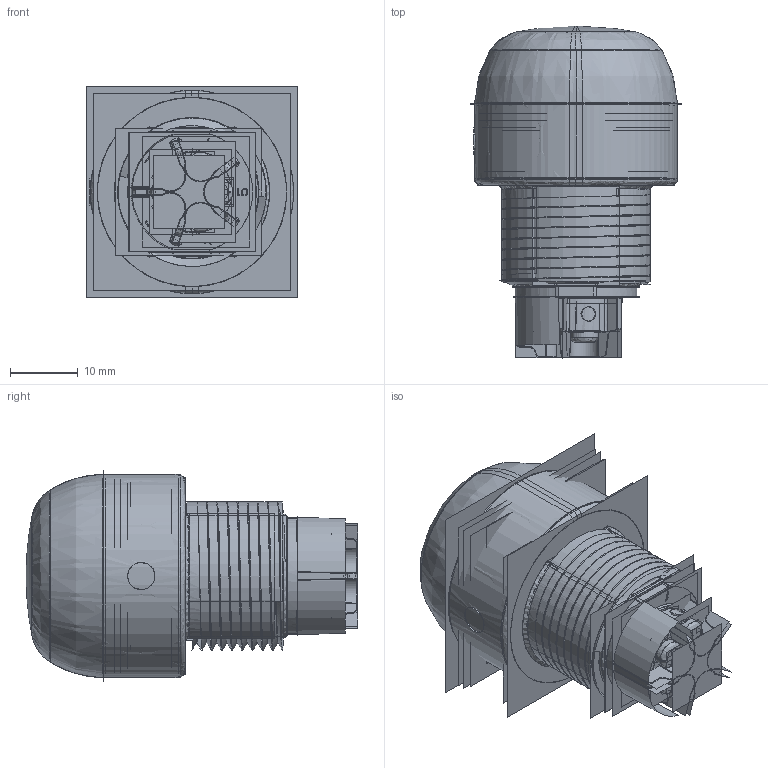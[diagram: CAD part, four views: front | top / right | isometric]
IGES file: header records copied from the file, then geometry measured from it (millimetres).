
Start section:  PTC IGES file: 199955.igs
Global section: file name: 199955.igs; native system: Creo Parametric by PTC Inc.; preprocessor: 2016260; author: pdmadmin; organization: Unknown; date: 20170322.123209; units: millimetre
Bounding box: 31.21 x 48.97 x 31.2 mm (x, y, z)
Volume: 10113.9 mm3; surface area: 91384.2 mm2
Topology: 13 solids, 28 shells, 2080 faces, 10426 edges, 13008 vertices
Faces by surface type: bspline 1248, revolution 832
